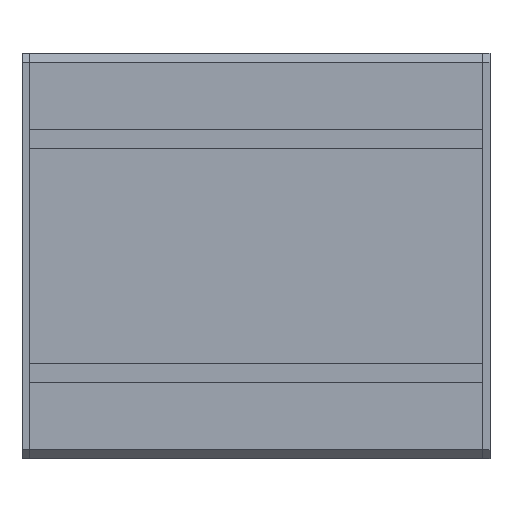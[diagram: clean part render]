
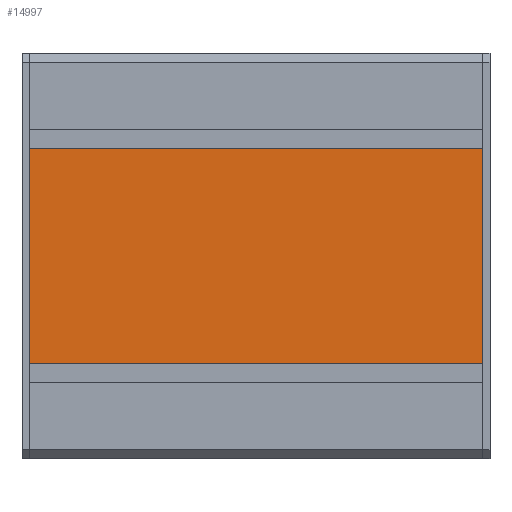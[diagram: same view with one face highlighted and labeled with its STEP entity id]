
A CAD part, front view. The second image highlights one B-rep face of the part: STEP entity #14997.
In plain terms, the highlighted planar face has unit normal (0, -1, 0).
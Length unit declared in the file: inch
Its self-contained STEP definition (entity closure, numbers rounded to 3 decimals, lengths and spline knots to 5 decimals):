
#1848 = VERTEX_POINT ( 'NONE', #6834 ) ;
#3221 = VERTEX_POINT ( 'NONE', #6555 ) ;
#4963 = CARTESIAN_POINT ( 'NONE',  ( 0.9311, -1., 0. ) ) ;
#5949 = AXIS2_PLACEMENT_3D ( 'NONE', #19208, #14426, #19674 ) ;
#6063 = PLANE ( 'NONE',  #5949 ) ;
#6555 = CARTESIAN_POINT ( 'NONE',  ( 0.9311, -1., 3.93701 ) ) ;
#6834 = CARTESIAN_POINT ( 'NONE',  ( -0.9311, -1., 3.93701 ) ) ;
#9869 = LINE ( 'NONE', #15523, #12277 ) ;
#10077 = EDGE_CURVE ( 'NONE', #30634, #14232, #14314, .T. ) ;
#12194 = ORIENTED_EDGE ( 'NONE', *, *, #21424, .F. ) ;
#12277 = VECTOR ( 'NONE', #33830, 39.37008 ) ;
#12449 = CARTESIAN_POINT ( 'NONE',  ( 0.9311, -1., 0. ) ) ;
#14232 = VERTEX_POINT ( 'NONE', #4963 ) ;
#14314 = LINE ( 'NONE', #12449, #27811 ) ;
#14426 = DIRECTION ( 'NONE',  ( 0., 1., 0. ) ) ;
#14516 = FACE_OUTER_BOUND ( 'NONE', #20215, .T. ) ;
#14722 = DIRECTION ( 'NONE',  ( 0., 0., -1. ) ) ;
#14997 = ADVANCED_FACE ( 'NONE', ( #14516 ), #6063, .F. ) ;
#15085 = DIRECTION ( 'NONE',  ( 1., 0., 0. ) ) ;
#15523 = CARTESIAN_POINT ( 'NONE',  ( -0.9311, -1., 3.93701 ) ) ;
#19208 = CARTESIAN_POINT ( 'NONE',  ( 0.9311, -1., 3.93701 ) ) ;
#19674 = DIRECTION ( 'NONE',  ( 0., 0., 1. ) ) ;
#20001 = ORIENTED_EDGE ( 'NONE', *, *, #32231, .T. ) ;
#20186 = EDGE_CURVE ( 'NONE', #3221, #14232, #26947, .T. ) ;
#20215 = EDGE_LOOP ( 'NONE', ( #22745, #28336, #12194, #20001 ) ) ;
#21424 = EDGE_CURVE ( 'NONE', #1848, #3221, #24395, .T. ) ;
#22499 = CARTESIAN_POINT ( 'NONE',  ( 0.9311, -1., 3.93701 ) ) ;
#22745 = ORIENTED_EDGE ( 'NONE', *, *, #10077, .T. ) ;
#24395 = LINE ( 'NONE', #25167, #32637 ) ;
#25167 = CARTESIAN_POINT ( 'NONE',  ( 0.9311, -1., 3.93701 ) ) ;
#26947 = LINE ( 'NONE', #22499, #32735 ) ;
#27380 = CARTESIAN_POINT ( 'NONE',  ( -0.9311, -1., 0. ) ) ;
#27811 = VECTOR ( 'NONE', #15085, 39.37008 ) ;
#28031 = DIRECTION ( 'NONE',  ( 1., 0., 0. ) ) ;
#28336 = ORIENTED_EDGE ( 'NONE', *, *, #20186, .F. ) ;
#30634 = VERTEX_POINT ( 'NONE', #27380 ) ;
#32231 = EDGE_CURVE ( 'NONE', #1848, #30634, #9869, .T. ) ;
#32637 = VECTOR ( 'NONE', #28031, 39.37008 ) ;
#32735 = VECTOR ( 'NONE', #14722, 39.37008 ) ;
#33830 = DIRECTION ( 'NONE',  ( 0., 0., -1. ) ) ;
